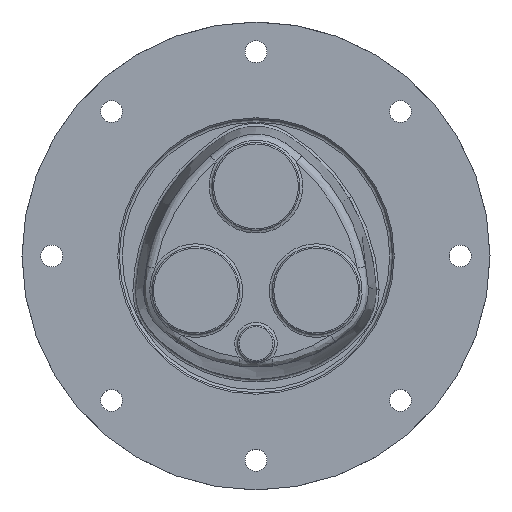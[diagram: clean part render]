
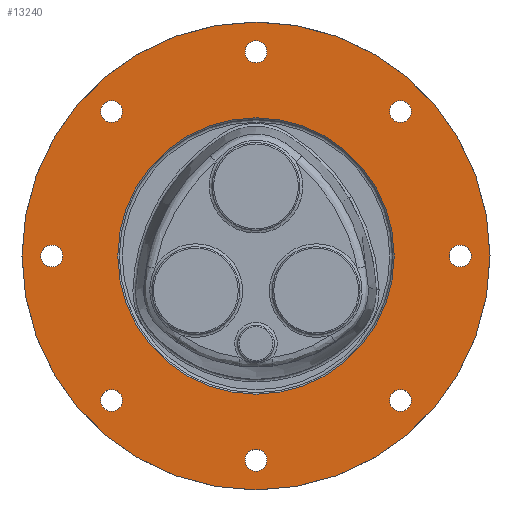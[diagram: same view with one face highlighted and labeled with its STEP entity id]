
A CAD part, top view. The second image highlights one B-rep face of the part: STEP entity #13240.
In plain terms, the highlighted face is planar.
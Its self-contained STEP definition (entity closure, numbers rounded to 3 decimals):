
#2538=PLANE('',#14848);
#2761=FACE_BOUND('',#4320,.T.);
#2762=FACE_BOUND('',#4321,.T.);
#2763=FACE_BOUND('',#4322,.T.);
#2764=FACE_BOUND('',#4323,.T.);
#2765=FACE_BOUND('',#4324,.T.);
#2766=FACE_BOUND('',#4325,.T.);
#2767=FACE_BOUND('',#4326,.T.);
#2768=FACE_BOUND('',#4327,.T.);
#2769=FACE_BOUND('',#4328,.T.);
#3469=FACE_OUTER_BOUND('',#4319,.T.);
#4319=EDGE_LOOP('',(#12123));
#4320=EDGE_LOOP('',(#12124));
#4321=EDGE_LOOP('',(#12125));
#4322=EDGE_LOOP('',(#12126));
#4323=EDGE_LOOP('',(#12127));
#4324=EDGE_LOOP('',(#12128));
#4325=EDGE_LOOP('',(#12129));
#4326=EDGE_LOOP('',(#12130));
#4327=EDGE_LOOP('',(#12131));
#4328=EDGE_LOOP('',(#12132));
#5303=CIRCLE('',#14845,94.5);
#5305=CIRCLE('',#14849,160.026);
#5306=CIRCLE('',#14850,7.5);
#5307=CIRCLE('',#14851,7.5);
#5308=CIRCLE('',#14852,7.5);
#5309=CIRCLE('',#14853,7.5);
#5310=CIRCLE('',#14854,7.5);
#5311=CIRCLE('',#14855,7.5);
#5312=CIRCLE('',#14856,7.5);
#5313=CIRCLE('',#14857,7.5);
#6590=VERTEX_POINT('',#45227);
#6592=VERTEX_POINT('',#45233);
#6593=VERTEX_POINT('',#45235);
#6594=VERTEX_POINT('',#45237);
#6595=VERTEX_POINT('',#45239);
#6596=VERTEX_POINT('',#45241);
#6597=VERTEX_POINT('',#45243);
#6598=VERTEX_POINT('',#45245);
#6599=VERTEX_POINT('',#45247);
#6600=VERTEX_POINT('',#45249);
#8473=EDGE_CURVE('',#6590,#6590,#5303,.T.);
#8475=EDGE_CURVE('',#6592,#6592,#5305,.T.);
#8476=EDGE_CURVE('',#6593,#6593,#5306,.T.);
#8477=EDGE_CURVE('',#6594,#6594,#5307,.T.);
#8478=EDGE_CURVE('',#6595,#6595,#5308,.T.);
#8479=EDGE_CURVE('',#6596,#6596,#5309,.T.);
#8480=EDGE_CURVE('',#6597,#6597,#5310,.T.);
#8481=EDGE_CURVE('',#6598,#6598,#5311,.T.);
#8482=EDGE_CURVE('',#6599,#6599,#5312,.T.);
#8483=EDGE_CURVE('',#6600,#6600,#5313,.T.);
#12123=ORIENTED_EDGE('',*,*,#8475,.F.);
#12124=ORIENTED_EDGE('',*,*,#8476,.T.);
#12125=ORIENTED_EDGE('',*,*,#8477,.T.);
#12126=ORIENTED_EDGE('',*,*,#8478,.T.);
#12127=ORIENTED_EDGE('',*,*,#8479,.T.);
#12128=ORIENTED_EDGE('',*,*,#8480,.T.);
#12129=ORIENTED_EDGE('',*,*,#8481,.T.);
#12130=ORIENTED_EDGE('',*,*,#8482,.T.);
#12131=ORIENTED_EDGE('',*,*,#8483,.T.);
#12132=ORIENTED_EDGE('',*,*,#8473,.F.);
#13240=ADVANCED_FACE('',(#3469,#2761,#2762,#2763,#2764,#2765,#2766,#2767,
#2768,#2769),#2538,.T.);
#14845=AXIS2_PLACEMENT_3D('',#45228,#17992,#17993);
#14848=AXIS2_PLACEMENT_3D('',#45232,#17998,#17999);
#14849=AXIS2_PLACEMENT_3D('',#45234,#18000,#18001);
#14850=AXIS2_PLACEMENT_3D('',#45236,#18002,#18003);
#14851=AXIS2_PLACEMENT_3D('',#45238,#18004,#18005);
#14852=AXIS2_PLACEMENT_3D('',#45240,#18006,#18007);
#14853=AXIS2_PLACEMENT_3D('',#45242,#18008,#18009);
#14854=AXIS2_PLACEMENT_3D('',#45244,#18010,#18011);
#14855=AXIS2_PLACEMENT_3D('',#45246,#18012,#18013);
#14856=AXIS2_PLACEMENT_3D('',#45248,#18014,#18015);
#14857=AXIS2_PLACEMENT_3D('',#45250,#18016,#18017);
#17992=DIRECTION('center_axis',(0.,1.,0.));
#17993=DIRECTION('ref_axis',(-1.,0.,0.));
#17998=DIRECTION('center_axis',(0.,1.,0.));
#17999=DIRECTION('ref_axis',(0.,0.,1.));
#18000=DIRECTION('center_axis',(0.,-1.,0.));
#18001=DIRECTION('ref_axis',(-1.,0.,0.));
#18002=DIRECTION('center_axis',(0.,-1.,0.));
#18003=DIRECTION('ref_axis',(1.,0.,0.));
#18004=DIRECTION('center_axis',(0.,-1.,0.));
#18005=DIRECTION('ref_axis',(1.,0.,0.));
#18006=DIRECTION('center_axis',(0.,-1.,0.));
#18007=DIRECTION('ref_axis',(1.,0.,0.));
#18008=DIRECTION('center_axis',(0.,-1.,0.));
#18009=DIRECTION('ref_axis',(1.,0.,0.));
#18010=DIRECTION('center_axis',(0.,-1.,0.));
#18011=DIRECTION('ref_axis',(1.,0.,0.));
#18012=DIRECTION('center_axis',(0.,-1.,0.));
#18013=DIRECTION('ref_axis',(1.,0.,0.));
#18014=DIRECTION('center_axis',(0.,-1.,0.));
#18015=DIRECTION('ref_axis',(1.,0.,0.));
#18016=DIRECTION('center_axis',(0.,-1.,0.));
#18017=DIRECTION('ref_axis',(1.,0.,0.));
#45227=CARTESIAN_POINT('',(94.5,36.,0.));
#45228=CARTESIAN_POINT('Origin',(0.,36.,0.));
#45232=CARTESIAN_POINT('Origin',(0.,36.,0.));
#45233=CARTESIAN_POINT('',(160.026,36.,0.));
#45234=CARTESIAN_POINT('Origin',(0.,36.,0.));
#45235=CARTESIAN_POINT('',(91.283,36.,-98.783));
#45236=CARTESIAN_POINT('Origin',(98.783,36.,-98.783));
#45237=CARTESIAN_POINT('',(91.283,36.,98.783));
#45238=CARTESIAN_POINT('Origin',(98.783,36.,98.783));
#45239=CARTESIAN_POINT('',(-106.283,36.,98.783));
#45240=CARTESIAN_POINT('Origin',(-98.783,36.,98.783));
#45241=CARTESIAN_POINT('',(-106.283,36.,-98.783));
#45242=CARTESIAN_POINT('Origin',(-98.783,36.,-98.783));
#45243=CARTESIAN_POINT('',(-147.2,36.,0.));
#45244=CARTESIAN_POINT('Origin',(-139.7,36.,0.));
#45245=CARTESIAN_POINT('',(-7.5,36.,139.7));
#45246=CARTESIAN_POINT('Origin',(0.,36.,139.7));
#45247=CARTESIAN_POINT('',(132.2,36.,0.));
#45248=CARTESIAN_POINT('Origin',(139.7,36.,0.));
#45249=CARTESIAN_POINT('',(-7.5,36.,-139.7));
#45250=CARTESIAN_POINT('Origin',(0.,36.,-139.7));
